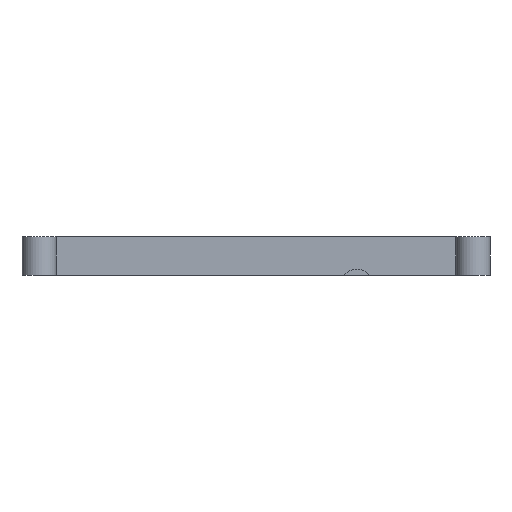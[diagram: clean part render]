
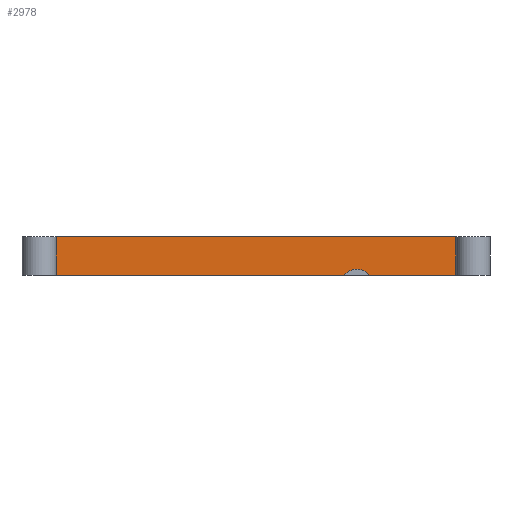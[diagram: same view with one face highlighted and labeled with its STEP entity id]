
A CAD part, front view. The second image highlights one B-rep face of the part: STEP entity #2978.
In plain terms, the highlighted planar face has unit normal (0, -1, 0).
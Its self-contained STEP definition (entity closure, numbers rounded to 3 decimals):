
#104 = VERTEX_POINT('',#105);
#105 = CARTESIAN_POINT('',(-32.25,-113.,17.2));
#112 = EDGE_CURVE('',#113,#104,#115,.T.);
#113 = VERTEX_POINT('',#114);
#114 = CARTESIAN_POINT('',(32.25,-113.,17.2));
#115 = LINE('',#116,#117);
#116 = CARTESIAN_POINT('',(35.,-113.,17.2));
#117 = VECTOR('',#118,1.);
#118 = DIRECTION('',(-1.,0.,0.));
#2958 = VERTEX_POINT('',#2959);
#2959 = CARTESIAN_POINT('',(-32.25,-113.,11.));
#2966 = EDGE_CURVE('',#2958,#104,#2967,.T.);
#2967 = LINE('',#2968,#2969);
#2968 = CARTESIAN_POINT('',(-32.25,-113.,0.));
#2969 = VECTOR('',#2970,1.);
#2970 = DIRECTION('',(0.,0.,1.));
#2978 = ADVANCED_FACE('',(#2979),#3014,.F.);
#2979 = FACE_BOUND('',#2980,.F.);
#2980 = EDGE_LOOP('',(#2981,#2989,#2990,#2991,#2999,#3007));
#2981 = ORIENTED_EDGE('',*,*,#2982,.F.);
#2982 = EDGE_CURVE('',#2958,#2983,#2985,.T.);
#2983 = VERTEX_POINT('',#2984);
#2984 = CARTESIAN_POINT('',(14.172,-113.,11.));
#2985 = LINE('',#2986,#2987);
#2986 = CARTESIAN_POINT('',(-37.5,-113.,11.));
#2987 = VECTOR('',#2988,1.);
#2988 = DIRECTION('',(1.,0.,0.));
#2989 = ORIENTED_EDGE('',*,*,#2966,.T.);
#2990 = ORIENTED_EDGE('',*,*,#112,.F.);
#2991 = ORIENTED_EDGE('',*,*,#2992,.T.);
#2992 = EDGE_CURVE('',#113,#2993,#2995,.T.);
#2993 = VERTEX_POINT('',#2994);
#2994 = CARTESIAN_POINT('',(32.25,-113.,11.));
#2995 = LINE('',#2996,#2997);
#2996 = CARTESIAN_POINT('',(32.25,-113.,0.));
#2997 = VECTOR('',#2998,1.);
#2998 = DIRECTION('',(0.,0.,-1.));
#2999 = ORIENTED_EDGE('',*,*,#3000,.F.);
#3000 = EDGE_CURVE('',#3001,#2993,#3003,.T.);
#3001 = VERTEX_POINT('',#3002);
#3002 = CARTESIAN_POINT('',(18.348,-113.,11.));
#3003 = LINE('',#3004,#3005);
#3004 = CARTESIAN_POINT('',(-37.5,-113.,11.));
#3005 = VECTOR('',#3006,1.);
#3006 = DIRECTION('',(1.,0.,0.));
#3007 = ORIENTED_EDGE('',*,*,#3008,.T.);
#3008 = EDGE_CURVE('',#3001,#2983,#3009,.T.);
#3009 = CIRCLE('',#3010,2.75);
#3010 = AXIS2_PLACEMENT_3D('',#3011,#3012,#3013);
#3011 = CARTESIAN_POINT('',(16.26,-113.,9.21));
#3012 = DIRECTION('',(0.,-1.,0.));
#3013 = DIRECTION('',(1.,0.,0.));
#3014 = PLANE('',#3015);
#3015 = AXIS2_PLACEMENT_3D('',#3016,#3017,#3018);
#3016 = CARTESIAN_POINT('',(0.,-113.,8.6));
#3017 = DIRECTION('',(0.,1.,0.));
#3018 = DIRECTION('',(0.,0.,1.));
